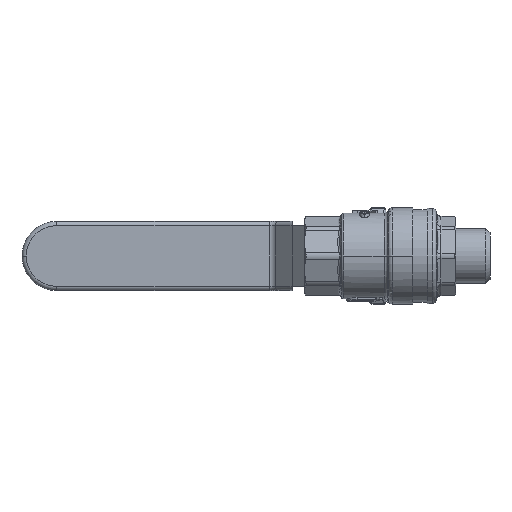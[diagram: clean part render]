
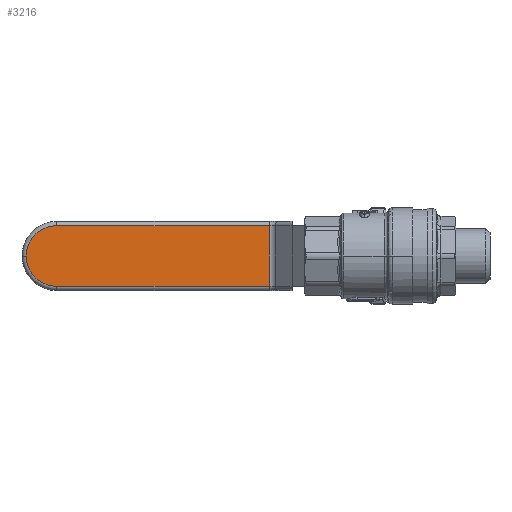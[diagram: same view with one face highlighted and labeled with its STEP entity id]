
A CAD part, front view. The second image highlights one B-rep face of the part: STEP entity #3216.
In plain terms, the highlighted planar face has unit normal (0, -1, 0).
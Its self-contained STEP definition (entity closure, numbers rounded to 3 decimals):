
#2972 = EDGE_CURVE ( 'NONE', #2991, #3079, #16232, .T. ) ;
#2974 = VERTEX_POINT ( 'NONE', #16265 ) ;
#2991 = VERTEX_POINT ( 'NONE', #16284 ) ;
#3037 = EDGE_CURVE ( 'NONE', #2974, #3069, #16297, .T. ) ;
#3061 = EDGE_CURVE ( 'NONE', #3079, #2974, #16365, .T. ) ;
#3069 = VERTEX_POINT ( 'NONE', #16369 ) ;
#3079 = VERTEX_POINT ( 'NONE', #16404 ) ;
#3170 = VERTEX_POINT ( 'NONE', #16476 ) ;
#3213 = ORIENTED_EDGE ( 'NONE', *, *, #3061, .T. ) ;
#3216 = ADVANCED_FACE ( 'NONE', ( #16560 ), #16554, .F. ) ;
#3217 = ORIENTED_EDGE ( 'NONE', *, *, #3241, .T. ) ;
#3218 = EDGE_CURVE ( 'NONE', #3069, #3170, #16547, .T. ) ;
#3222 = ORIENTED_EDGE ( 'NONE', *, *, #2972, .T. ) ;
#3229 = EDGE_LOOP ( 'NONE', ( #3234, #3217, #3222, #3213, #3244 ) ) ;
#3234 = ORIENTED_EDGE ( 'NONE', *, *, #3218, .T. ) ;
#3241 = EDGE_CURVE ( 'NONE', #3170, #2991, #16584, .T. ) ;
#3244 = ORIENTED_EDGE ( 'NONE', *, *, #3037, .T. ) ;
#16232 = CIRCLE ( 'NONE', #16293, 7.25 ) ;
#16245 = CARTESIAN_POINT ( 'NONE',  ( -76.75, 31.17, 0. ) ) ;
#16251 = DIRECTION ( 'NONE',  ( 0., -1., 0. ) ) ;
#16265 = CARTESIAN_POINT ( 'NONE',  ( -76.75, 31.17, -7.25 ) ) ;
#16284 = CARTESIAN_POINT ( 'NONE',  ( -76.75, 31.17, 7.25 ) ) ;
#16292 = DIRECTION ( 'NONE',  ( 1., 0., 0. ) ) ;
#16293 = AXIS2_PLACEMENT_3D ( 'NONE', #16245, #16251, #16292 ) ;
#16297 = LINE ( 'NONE', #16306, #16310 ) ;
#16306 = CARTESIAN_POINT ( 'NONE',  ( -25.882, 31.17, -7.25 ) ) ;
#16310 = VECTOR ( 'NONE', #16328, 1000. ) ;
#16328 = DIRECTION ( 'NONE',  ( 1., 0., 0. ) ) ;
#16346 = DIRECTION ( 'NONE',  ( 1., 0., 0. ) ) ;
#16347 = DIRECTION ( 'NONE',  ( 0., -1., 0. ) ) ;
#16348 = CARTESIAN_POINT ( 'NONE',  ( -76.75, 31.17, 0. ) ) ;
#16360 = AXIS2_PLACEMENT_3D ( 'NONE', #16348, #16347, #16346 ) ;
#16365 = CIRCLE ( 'NONE', #16360, 7.25 ) ;
#16369 = CARTESIAN_POINT ( 'NONE',  ( -25.882, 31.17, -7.25 ) ) ;
#16404 = CARTESIAN_POINT ( 'NONE',  ( -84., 31.17, 0. ) ) ;
#16476 = CARTESIAN_POINT ( 'NONE',  ( -25.882, 31.17, 7.25 ) ) ;
#16494 = AXIS2_PLACEMENT_3D ( 'NONE', #16555, #16546, #16545 ) ;
#16541 = DIRECTION ( 'NONE',  ( 0., 0., 1. ) ) ;
#16542 = VECTOR ( 'NONE', #16541, 1000. ) ;
#16543 = CARTESIAN_POINT ( 'NONE',  ( -25.882, 31.17, 8.25 ) ) ;
#16545 = DIRECTION ( 'NONE',  ( 1., 0., 0. ) ) ;
#16546 = DIRECTION ( 'NONE',  ( 0., 1., 0. ) ) ;
#16547 = LINE ( 'NONE', #16543, #16542 ) ;
#16554 = PLANE ( 'NONE',  #16494 ) ;
#16555 = CARTESIAN_POINT ( 'NONE',  ( -25.053, 31.17, -8.25 ) ) ;
#16560 = FACE_OUTER_BOUND ( 'NONE', #3229, .T. ) ;
#16581 = DIRECTION ( 'NONE',  ( -1., 0., 0. ) ) ;
#16582 = VECTOR ( 'NONE', #16581, 1000. ) ;
#16583 = CARTESIAN_POINT ( 'NONE',  ( -25.053, 31.17, 7.25 ) ) ;
#16584 = LINE ( 'NONE', #16583, #16582 ) ;
